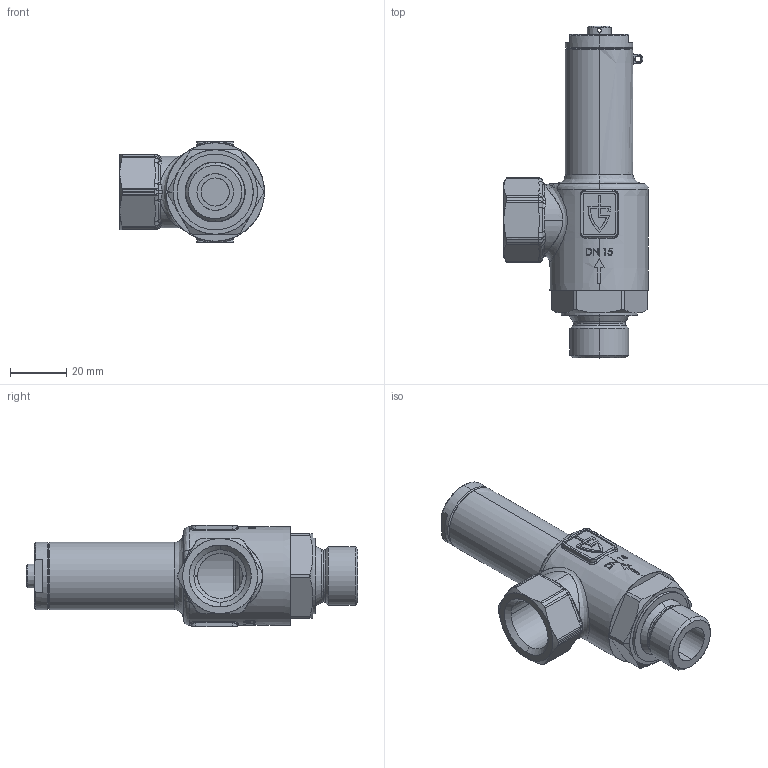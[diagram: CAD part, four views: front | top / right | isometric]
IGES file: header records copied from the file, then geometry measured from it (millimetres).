
Start section: SolidWorks IGES file using analytic representation for surfaces
Global section: file name: 417tGFO-15-m+f-15+15 Dummy.IGS; native system: SolidWorks 2013; preprocessor: SolidWorks 2013; author: Blankenhorn; date: 130130.143137; units: millimetre
Bounding box: 51.5 x 118 x 36 mm (x, y, z)
Surface area: 26355 mm2 (no closed solid volume)
Topology: 0 solids, 0 shells, 567 faces, 6427 edges, 6423 vertices
Faces by surface type: bspline 342, revolution 225
